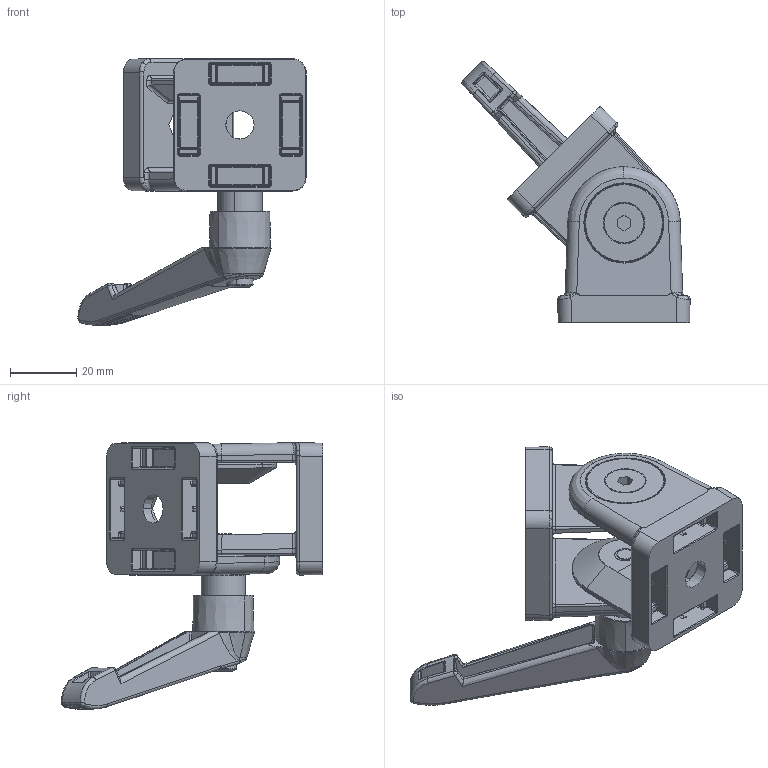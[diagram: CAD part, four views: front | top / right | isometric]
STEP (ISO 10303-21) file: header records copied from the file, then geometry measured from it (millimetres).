
FILE_DESCRIPTION (( 'STEP AP214' ), '1' );
FILE_NAME ('093gf40an.STEP', '2014-08-20T06:21:52', ( '' ), ( '' ), 'SwSTEP 2.0', 'SolidWorks 2014', '' );
FILE_SCHEMA (( 'AUTOMOTIVE_DESIGN' ));
Length unit declared in the file: millimetre
Products named in the file (9): 12843f06k_12865 m06 12 k; griff-1-m8_Standard; zahnring-1_M6x12 (65); 4din7991m0612ms01_4 din 7991 m0612m s01; 093gr12_093 g r13; 093gr12_093 g r12; 093gr06_093gr06; 093g40r11_093 g 40 r11; 093gf40an
Assembly tree (13 placements, depth 3):
  093gf40an
    093g40r11_093 g 40 r11  x2
    093gr06_093gr06  x3
    093gr12_093 g r12
    093gr12_093 g r13  x3
    4din7991m0612ms01_4 din 7991 m0612m s01
    12843f06k_12865 m06 12 k
      zahnring-1_M6x12 (65)
      griff-1-m8_Standard
Bounding box: 68.91 x 78.93 x 80.54 mm (x, y, z)
Volume: 53466.2 mm3; surface area: 35721 mm2
Topology: 12 solids, 13 shells, 1646 faces, 3852 edges, 2125 vertices
Faces by surface type: cylinder 532, plane 317, bspline 273, torus 255, sphere 136, cone 133
Entity records: 32166 total; most frequent: CARTESIAN_POINT 11856, ORIENTED_EDGE 4326, DIRECTION 4091, EDGE_CURVE 2163, AXIS2_PLACEMENT_3D 1715, VERTEX_POINT 1247, EDGE_LOOP 986, ADVANCED_FACE 952
